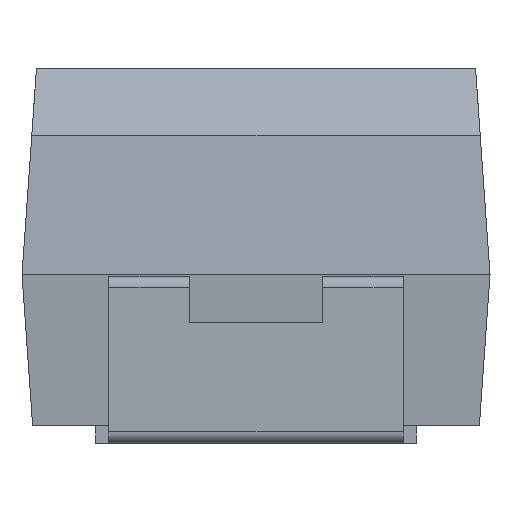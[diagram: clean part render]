
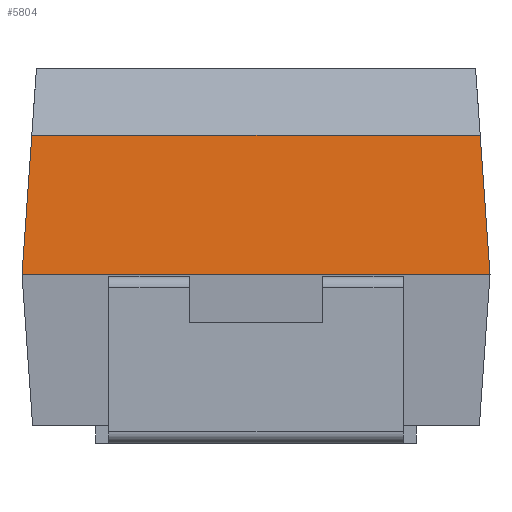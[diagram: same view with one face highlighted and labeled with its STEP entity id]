
A CAD part, left-side view. The second image highlights one B-rep face of the part: STEP entity #5804.
In plain terms, the highlighted free-form (B-spline) face has degree [1, 1] with [2, 2] control points.
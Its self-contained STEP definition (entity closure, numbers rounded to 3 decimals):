
#1894 = B_SPLINE_SURFACE_WITH_KNOTS('',1,1,(
    (#1895,#1896)
    ,(#1897,#1898
  )),.UNSPECIFIED.,.F.,.F.,.F.,(2,2),(2,2),(0.,3.5),(0.,1.),
  .PIECEWISE_BEZIER_KNOTS.);
#1895 = CARTESIAN_POINT('',(-2.941,1.671,0.13));
#1896 = CARTESIAN_POINT('',(-3.02,1.75,1.26));
#1897 = CARTESIAN_POINT('',(-2.941,-1.671,0.13));
#1898 = CARTESIAN_POINT('',(-3.02,-1.75,1.26));
#2155 = VERTEX_POINT('',#2156);
#2156 = CARTESIAN_POINT('',(-3.02,-1.75,1.26));
#2170 = B_SPLINE_SURFACE_WITH_KNOTS('',1,1,(
    (#2171,#2172)
    ,(#2173,#2174
  )),.UNSPECIFIED.,.F.,.F.,.F.,(2,2),(2,2),(0.,6.04),(0.,1.),
  .PIECEWISE_BEZIER_KNOTS.);
#2171 = CARTESIAN_POINT('',(-3.02,-1.75,1.26));
#2172 = CARTESIAN_POINT('',(-2.912,-1.642,2.8));
#2173 = CARTESIAN_POINT('',(3.02,-1.75,1.26));
#2174 = CARTESIAN_POINT('',(2.912,-1.642,2.8));
#2221 = B_SPLINE_SURFACE_WITH_KNOTS('',1,1,(
    (#2222,#2223)
    ,(#2224,#2225
  )),.UNSPECIFIED.,.F.,.F.,.F.,(2,2),(2,2),(0.,6.04),(0.,1.),
  .PIECEWISE_BEZIER_KNOTS.);
#2222 = CARTESIAN_POINT('',(3.02,1.75,1.26));
#2223 = CARTESIAN_POINT('',(2.912,1.642,2.8));
#2224 = CARTESIAN_POINT('',(-3.02,1.75,1.26));
#2225 = CARTESIAN_POINT('',(-2.912,1.642,2.8));
#2285 = VERTEX_POINT('',#2286);
#2286 = CARTESIAN_POINT('',(-3.02,1.75,1.26));
#3289 = EDGE_CURVE('',#2285,#2155,#3290,.T.);
#3290 = SURFACE_CURVE('',#3291,(#3295,#3302),.PCURVE_S1.);
#3291 = LINE('',#3292,#3293);
#3292 = CARTESIAN_POINT('',(-3.02,1.75,1.26));
#3293 = VECTOR('',#3294,1.);
#3294 = DIRECTION('',(0.,-1.,0.));
#3295 = PCURVE('',#1894,#3296);
#3296 = DEFINITIONAL_REPRESENTATION('',(#3297),#3301);
#3297 = LINE('',#3298,#3299);
#3298 = CARTESIAN_POINT('',(0.,1.));
#3299 = VECTOR('',#3300,1.);
#3300 = DIRECTION('',(1.,0.));
#3301 = ( GEOMETRIC_REPRESENTATION_CONTEXT(2) 
PARAMETRIC_REPRESENTATION_CONTEXT() REPRESENTATION_CONTEXT('2D SPACE',''
  ) );
#3302 = PCURVE('',#3303,#3308);
#3303 = B_SPLINE_SURFACE_WITH_KNOTS('',1,1,(
    (#3304,#3305)
    ,(#3306,#3307
  )),.UNSPECIFIED.,.F.,.F.,.F.,(2,2),(2,2),(0.,3.5),(0.,1.),
  .PIECEWISE_BEZIER_KNOTS.);
#3304 = CARTESIAN_POINT('',(-3.02,1.75,1.26));
#3305 = CARTESIAN_POINT('',(-2.912,1.642,2.8));
#3306 = CARTESIAN_POINT('',(-3.02,-1.75,1.26));
#3307 = CARTESIAN_POINT('',(-2.912,-1.642,2.8));
#3308 = DEFINITIONAL_REPRESENTATION('',(#3309),#3313);
#3309 = LINE('',#3310,#3311);
#3310 = CARTESIAN_POINT('',(0.,0.));
#3311 = VECTOR('',#3312,1.);
#3312 = DIRECTION('',(1.,0.));
#3313 = ( GEOMETRIC_REPRESENTATION_CONTEXT(2) 
PARAMETRIC_REPRESENTATION_CONTEXT() REPRESENTATION_CONTEXT('2D SPACE',''
  ) );
#4029 = VERTEX_POINT('',#4030);
#4030 = CARTESIAN_POINT('',(-2.947,-1.677,
    2.301));
#4546 = B_SPLINE_SURFACE_WITH_KNOTS('',1,2,(
    (#4547,#4548,#4549,#4550,#4551)
    ,(#4552,#4553,#4554,#4555,#4556
    )),.UNSPECIFIED.,.F.,.F.,.F.,(2,2),(3,1,1,3),(0.,3.354
    ),(-0.236,-0.035,3.319,
    3.52),.UNSPECIFIED.);
#4547 = CARTESIAN_POINT('',(-2.947,1.878,
    2.301));
#4548 = CARTESIAN_POINT('',(-2.947,1.777,
    2.301));
#4549 = CARTESIAN_POINT('',(-2.947,0.,
    2.301));
#4550 = CARTESIAN_POINT('',(-2.947,-1.777,
    2.301));
#4551 = CARTESIAN_POINT('',(-2.947,-1.878,
    2.301));
#4552 = CARTESIAN_POINT('',(-2.412,1.878,2.8));
#4553 = CARTESIAN_POINT('',(-2.412,1.777,2.8));
#4554 = CARTESIAN_POINT('',(-2.412,0.,2.8));
#4555 = CARTESIAN_POINT('',(-2.412,-1.777,2.8));
#4556 = CARTESIAN_POINT('',(-2.412,-1.878,2.8));
#4815 = EDGE_CURVE('',#2155,#4029,#4816,.T.);
#4816 = SURFACE_CURVE('',#4817,(#4820,#4827),.PCURVE_S1.);
#4817 = B_SPLINE_CURVE_WITH_KNOTS('',1,(#4818,#4819),.UNSPECIFIED.,.F.,
  .F.,(2,2),(0.,1.),.PIECEWISE_BEZIER_KNOTS.);
#4818 = CARTESIAN_POINT('',(-3.02,-1.75,1.26));
#4819 = CARTESIAN_POINT('',(-2.912,-1.642,2.8));
#4820 = PCURVE('',#2170,#4821);
#4821 = DEFINITIONAL_REPRESENTATION('',(#4822),#4826);
#4822 = LINE('',#4823,#4824);
#4823 = CARTESIAN_POINT('',(0.,0.));
#4824 = VECTOR('',#4825,1.);
#4825 = DIRECTION('',(0.,1.));
#4826 = ( GEOMETRIC_REPRESENTATION_CONTEXT(2) 
PARAMETRIC_REPRESENTATION_CONTEXT() REPRESENTATION_CONTEXT('2D SPACE',''
  ) );
#4827 = PCURVE('',#3303,#4828);
#4828 = DEFINITIONAL_REPRESENTATION('',(#4829),#4833);
#4829 = LINE('',#4830,#4831);
#4830 = CARTESIAN_POINT('',(3.5,0.));
#4831 = VECTOR('',#4832,1.);
#4832 = DIRECTION('',(0.,1.));
#4833 = ( GEOMETRIC_REPRESENTATION_CONTEXT(2) 
PARAMETRIC_REPRESENTATION_CONTEXT() REPRESENTATION_CONTEXT('2D SPACE',''
  ) );
#4840 = EDGE_CURVE('',#2285,#4841,#4843,.T.);
#4841 = VERTEX_POINT('',#4842);
#4842 = CARTESIAN_POINT('',(-2.947,1.677,
    2.301));
#4843 = SURFACE_CURVE('',#4844,(#4847,#4854),.PCURVE_S1.);
#4844 = B_SPLINE_CURVE_WITH_KNOTS('',1,(#4845,#4846),.UNSPECIFIED.,.F.,
  .F.,(2,2),(0.,1.),.PIECEWISE_BEZIER_KNOTS.);
#4845 = CARTESIAN_POINT('',(-3.02,1.75,1.26));
#4846 = CARTESIAN_POINT('',(-2.912,1.642,2.8));
#4847 = PCURVE('',#2221,#4848);
#4848 = DEFINITIONAL_REPRESENTATION('',(#4849),#4853);
#4849 = LINE('',#4850,#4851);
#4850 = CARTESIAN_POINT('',(6.04,0.));
#4851 = VECTOR('',#4852,1.);
#4852 = DIRECTION('',(0.,1.));
#4853 = ( GEOMETRIC_REPRESENTATION_CONTEXT(2) 
PARAMETRIC_REPRESENTATION_CONTEXT() REPRESENTATION_CONTEXT('2D SPACE',''
  ) );
#4854 = PCURVE('',#3303,#4855);
#4855 = DEFINITIONAL_REPRESENTATION('',(#4856),#4860);
#4856 = LINE('',#4857,#4858);
#4857 = CARTESIAN_POINT('',(0.,0.));
#4858 = VECTOR('',#4859,1.);
#4859 = DIRECTION('',(0.,1.));
#4860 = ( GEOMETRIC_REPRESENTATION_CONTEXT(2) 
PARAMETRIC_REPRESENTATION_CONTEXT() REPRESENTATION_CONTEXT('2D SPACE',''
  ) );
#5804 = ADVANCED_FACE('',(#5805),#3303,.T.);
#5805 = FACE_BOUND('',#5806,.T.);
#5806 = EDGE_LOOP('',(#5807,#5808,#5830,#5831));
#5807 = ORIENTED_EDGE('',*,*,#4815,.T.);
#5808 = ORIENTED_EDGE('',*,*,#5809,.F.);
#5809 = EDGE_CURVE('',#4841,#4029,#5810,.T.);
#5810 = SURFACE_CURVE('',#5811,(#5817,#5823),.PCURVE_S1.);
#5811 = B_SPLINE_CURVE_WITH_KNOTS('',2,(#5812,#5813,#5814,#5815,#5816),
  .UNSPECIFIED.,.F.,.F.,(3,1,1,3),(-0.236,-0.035,
    3.319,3.52),.UNSPECIFIED.);
#5812 = CARTESIAN_POINT('',(-2.947,1.878,
    2.301));
#5813 = CARTESIAN_POINT('',(-2.947,1.777,
    2.301));
#5814 = CARTESIAN_POINT('',(-2.947,0.,
    2.301));
#5815 = CARTESIAN_POINT('',(-2.947,-1.777,
    2.301));
#5816 = CARTESIAN_POINT('',(-2.947,-1.878,
    2.301));
#5817 = PCURVE('',#3303,#5818);
#5818 = DEFINITIONAL_REPRESENTATION('',(#5819),#5822);
#5819 = B_SPLINE_CURVE_WITH_KNOTS('',1,(#5820,#5821),.UNSPECIFIED.,.F.,
  .F.,(2,2),(-0.035,3.319),
  .PIECEWISE_BEZIER_KNOTS.);
#5820 = CARTESIAN_POINT('',(0.,0.676));
#5821 = CARTESIAN_POINT('',(3.5,0.676));
#5822 = ( GEOMETRIC_REPRESENTATION_CONTEXT(2) 
PARAMETRIC_REPRESENTATION_CONTEXT() REPRESENTATION_CONTEXT('2D SPACE',''
  ) );
#5823 = PCURVE('',#4546,#5824);
#5824 = DEFINITIONAL_REPRESENTATION('',(#5825),#5829);
#5825 = LINE('',#5826,#5827);
#5826 = CARTESIAN_POINT('',(0.,0.));
#5827 = VECTOR('',#5828,1.);
#5828 = DIRECTION('',(0.,1.));
#5829 = ( GEOMETRIC_REPRESENTATION_CONTEXT(2) 
PARAMETRIC_REPRESENTATION_CONTEXT() REPRESENTATION_CONTEXT('2D SPACE',''
  ) );
#5830 = ORIENTED_EDGE('',*,*,#4840,.F.);
#5831 = ORIENTED_EDGE('',*,*,#3289,.T.);
